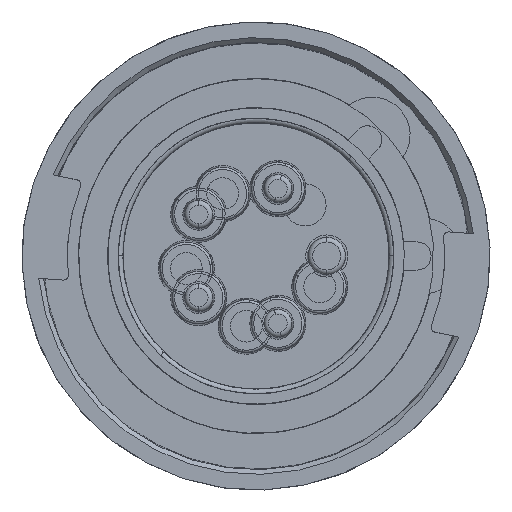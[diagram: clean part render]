
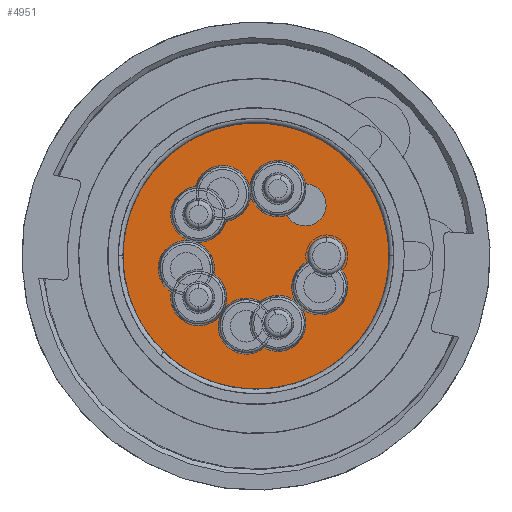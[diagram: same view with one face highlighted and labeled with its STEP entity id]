
A CAD part, front view. The second image highlights one B-rep face of the part: STEP entity #4951.
In plain terms, the highlighted planar face has unit normal (0, -1, 0).
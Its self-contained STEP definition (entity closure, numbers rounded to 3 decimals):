
#359=CARTESIAN_POINT('',(0.,45.6,0.));
#360=DIRECTION('',(0.,1.,0.));
#361=DIRECTION('',(-1.,0.,0.));
#362=AXIS2_PLACEMENT_3D('',#359,#360,#361);
#367=CARTESIAN_POINT('',(0.,45.6,0.));
#368=DIRECTION('',(0.,-1.,0.));
#369=DIRECTION('',(-1.,0.,0.));
#370=AXIS2_PLACEMENT_3D('',#367,#368,#369);
#375=CARTESIAN_POINT('',(4.682,45.6,-14.409));
#376=DIRECTION('',(0.,1.,0.));
#377=DIRECTION('',(0.309,0.,-0.951));
#378=AXIS2_PLACEMENT_3D('',#375,#376,#377);
#383=CARTESIAN_POINT('',(4.682,45.6,-14.409));
#384=DIRECTION('',(0.,1.,0.));
#385=DIRECTION('',(-0.309,0.,0.951));
#386=AXIS2_PLACEMENT_3D('',#383,#384,#385);
#391=CARTESIAN_POINT('',(4.682,45.6,14.409));
#392=DIRECTION('',(0.,1.,0.));
#393=DIRECTION('',(0.309,0.,0.951));
#394=AXIS2_PLACEMENT_3D('',#391,#392,#393);
#399=CARTESIAN_POINT('',(4.682,45.6,14.409));
#400=DIRECTION('',(0.,1.,0.));
#401=DIRECTION('',(-0.309,0.,-0.951));
#402=AXIS2_PLACEMENT_3D('',#399,#400,#401);
#407=CARTESIAN_POINT('',(-12.257,45.6,8.905));
#408=DIRECTION('',(0.,1.,0.));
#409=DIRECTION('',(-0.809,0.,0.588));
#410=AXIS2_PLACEMENT_3D('',#407,#408,#409);
#415=CARTESIAN_POINT('',(-12.257,45.6,8.905));
#416=DIRECTION('',(0.,1.,0.));
#417=DIRECTION('',(0.809,0.,-0.588));
#418=AXIS2_PLACEMENT_3D('',#415,#416,#417);
#423=CARTESIAN_POINT('',(-12.257,45.6,-8.905));
#424=DIRECTION('',(0.,1.,0.));
#425=DIRECTION('',(-0.809,0.,-0.588));
#426=AXIS2_PLACEMENT_3D('',#423,#424,#425);
#431=CARTESIAN_POINT('',(-12.257,45.6,-8.905));
#432=DIRECTION('',(0.,1.,0.));
#433=DIRECTION('',(0.809,0.,0.588));
#434=AXIS2_PLACEMENT_3D('',#431,#432,#433);
#439=CARTESIAN_POINT('',(15.15,45.6,0.));
#440=DIRECTION('',(0.,1.,0.));
#441=DIRECTION('',(-1.,0.,0.));
#442=AXIS2_PLACEMENT_3D('',#439,#440,#441);
#447=CARTESIAN_POINT('',(15.15,45.6,0.));
#448=DIRECTION('',(0.,1.,0.));
#449=DIRECTION('',(1.,0.,0.));
#450=AXIS2_PLACEMENT_3D('',#447,#448,#449);
#4158=CARTESIAN_POINT('',(-28.5,45.6,0.));
#4159=VERTEX_POINT('',#4158);
#4180=CARTESIAN_POINT('',(28.5,45.6,0.));
#4181=VERTEX_POINT('',#4180);
#4246=CARTESIAN_POINT('',(6.536,45.6,-20.115));
#4247=CARTESIAN_POINT('',(2.828,45.6,-8.702));
#4248=VERTEX_POINT('',#4246);
#4249=VERTEX_POINT('',#4247);
#4270=CARTESIAN_POINT('',(-17.111,45.6,12.432));
#4271=VERTEX_POINT('',#4270);
#4274=CARTESIAN_POINT('',(-7.403,45.6,5.378));
#4275=VERTEX_POINT('',#4274);
#4278=CARTESIAN_POINT('',(10.65,45.6,0.));
#4279=CARTESIAN_POINT('',(19.65,45.6,0.));
#4280=VERTEX_POINT('',#4278);
#4281=VERTEX_POINT('',#4279);
#4564=CARTESIAN_POINT('',(6.536,45.6,20.115));
#4565=VERTEX_POINT('',#4564);
#4568=CARTESIAN_POINT('',(2.828,45.6,8.702));
#4569=VERTEX_POINT('',#4568);
#4600=CARTESIAN_POINT('',(-17.111,45.6,-12.432));
#4601=VERTEX_POINT('',#4600);
#4604=CARTESIAN_POINT('',(-7.403,45.6,-5.378));
#4605=VERTEX_POINT('',#4604);
#4912=CARTESIAN_POINT('',(0.,45.6,0.));
#4913=DIRECTION('',(0.,-1.,0.));
#4914=DIRECTION('',(-1.,0.,0.));
#4915=AXIS2_PLACEMENT_3D('',#4912,#4913,#4914);
#4916=PLANE('',#4915);
#4917=ORIENTED_EDGE('',*,*,#4907,.T.);
#4918=ORIENTED_EDGE('',*,*,#4891,.F.);
#4919=EDGE_LOOP('',(#4917,#4918));
#4920=FACE_OUTER_BOUND('',#4919,.F.);
#4922=ORIENTED_EDGE('',*,*,#4921,.F.);
#4924=ORIENTED_EDGE('',*,*,#4923,.F.);
#4925=EDGE_LOOP('',(#4922,#4924));
#4926=FACE_BOUND('',#4925,.F.);
#4928=ORIENTED_EDGE('',*,*,#4927,.F.);
#4930=ORIENTED_EDGE('',*,*,#4929,.F.);
#4931=EDGE_LOOP('',(#4928,#4930));
#4932=FACE_BOUND('',#4931,.F.);
#4934=ORIENTED_EDGE('',*,*,#4933,.F.);
#4936=ORIENTED_EDGE('',*,*,#4935,.F.);
#4937=EDGE_LOOP('',(#4934,#4936));
#4938=FACE_BOUND('',#4937,.F.);
#4940=ORIENTED_EDGE('',*,*,#4939,.F.);
#4942=ORIENTED_EDGE('',*,*,#4941,.F.);
#4943=EDGE_LOOP('',(#4940,#4942));
#4944=FACE_BOUND('',#4943,.F.);
#4946=ORIENTED_EDGE('',*,*,#4945,.F.);
#4948=ORIENTED_EDGE('',*,*,#4947,.F.);
#4949=EDGE_LOOP('',(#4946,#4948));
#4950=FACE_BOUND('',#4949,.F.);
#363=CIRCLE('',#362,28.5);
#371=CIRCLE('',#370,28.5);
#379=CIRCLE('',#378,6.);
#387=CIRCLE('',#386,6.);
#395=CIRCLE('',#394,6.);
#403=CIRCLE('',#402,6.);
#411=CIRCLE('',#410,6.);
#419=CIRCLE('',#418,6.);
#427=CIRCLE('',#426,6.);
#435=CIRCLE('',#434,6.);
#443=CIRCLE('',#442,4.5);
#451=CIRCLE('',#450,4.5);
#4891=EDGE_CURVE('',#4159,#4181,#371,.T.);
#4907=EDGE_CURVE('',#4159,#4181,#363,.T.);
#4921=EDGE_CURVE('',#4248,#4249,#379,.T.);
#4923=EDGE_CURVE('',#4249,#4248,#387,.T.);
#4927=EDGE_CURVE('',#4565,#4569,#395,.T.);
#4929=EDGE_CURVE('',#4569,#4565,#403,.T.);
#4933=EDGE_CURVE('',#4271,#4275,#411,.T.);
#4935=EDGE_CURVE('',#4275,#4271,#419,.T.);
#4939=EDGE_CURVE('',#4601,#4605,#427,.T.);
#4941=EDGE_CURVE('',#4605,#4601,#435,.T.);
#4945=EDGE_CURVE('',#4280,#4281,#443,.T.);
#4947=EDGE_CURVE('',#4281,#4280,#451,.T.);
#4951=ADVANCED_FACE('',(#4920,#4926,#4932,#4938,#4944,#4950),#4916,.T.);
